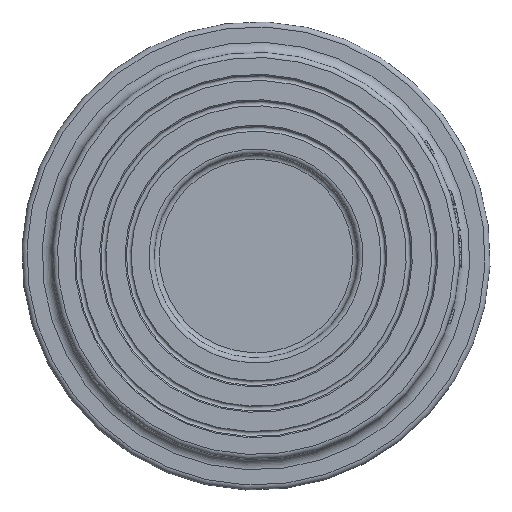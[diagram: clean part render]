
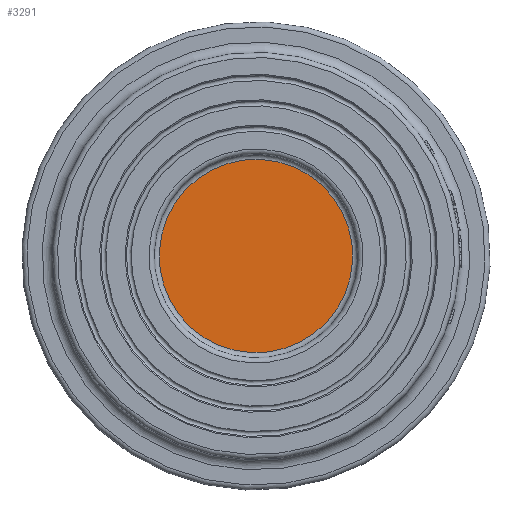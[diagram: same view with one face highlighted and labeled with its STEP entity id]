
A CAD part, front view. The second image highlights one B-rep face of the part: STEP entity #3291.
In plain terms, the highlighted planar face has unit normal (0, -1, 0).
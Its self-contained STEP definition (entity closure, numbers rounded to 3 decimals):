
#620=PLANE('',#3589);
#705=FACE_OUTER_BOUND('',#908,.T.);
#908=EDGE_LOOP('',(#2110));
#1139=CIRCLE('',#3587,9.5);
#1314=VERTEX_POINT('',#4974);
#1622=EDGE_CURVE('',#1314,#1314,#1139,.T.);
#2110=ORIENTED_EDGE('',*,*,#1622,.F.);
#3291=ADVANCED_FACE('',(#705),#620,.F.);
#3587=AXIS2_PLACEMENT_3D('',#4976,#4003,#4004);
#3589=AXIS2_PLACEMENT_3D('',#4978,#4007,#4008);
#4003=DIRECTION('center_axis',(0.,1.,0.));
#4004=DIRECTION('ref_axis',(-1.,0.,0.));
#4007=DIRECTION('center_axis',(0.,1.,0.));
#4008=DIRECTION('ref_axis',(0.,0.,1.));
#4974=CARTESIAN_POINT('',(0.,4.1,9.5));
#4976=CARTESIAN_POINT('Origin',(0.,4.1,0.));
#4978=CARTESIAN_POINT('Origin',(0.,4.1,0.));
